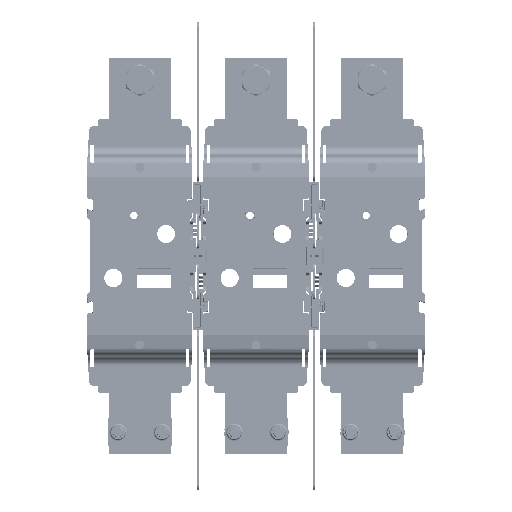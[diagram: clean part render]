
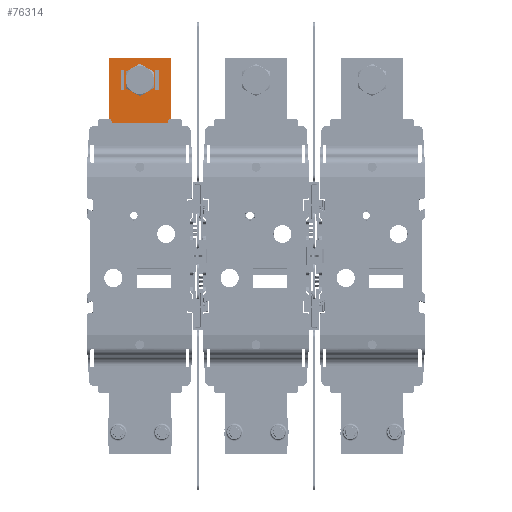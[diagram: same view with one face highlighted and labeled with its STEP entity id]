
A CAD part, front view. The second image highlights one B-rep face of the part: STEP entity #76314.
In plain terms, the highlighted planar face has unit normal (0, -1, 0).
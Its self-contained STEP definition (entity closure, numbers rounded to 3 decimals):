
#69268=DIRECTION('',(0.,0.,-1.));
#69269=VECTOR('',#69268,35.);
#69270=CARTESIAN_POINT('',(2.,-2.5,17.5));
#69271=LINE('',#69270,#69269);
#69867=DIRECTION('',(1.,0.,0.));
#69868=VECTOR('',#69867,67.5);
#69869=CARTESIAN_POINT('',(2.,-2.5,17.5));
#69870=LINE('',#69869,#69868);
#69874=DIRECTION('',(0.,0.,-1.));
#69875=VECTOR('',#69874,35.);
#69876=CARTESIAN_POINT('',(69.5,-2.5,17.5));
#69877=LINE('',#69876,#69875);
#69881=DIRECTION('',(-1.,0.,0.));
#69882=VECTOR('',#69881,67.5);
#69883=CARTESIAN_POINT('',(69.5,-2.5,-17.5));
#69884=LINE('',#69883,#69882);
#69888=CARTESIAN_POINT('',(57.,-2.5,0.));
#69889=DIRECTION('',(0.,-1.,0.));
#69890=DIRECTION('',(1.,0.,0.));
#69891=AXIS2_PLACEMENT_3D('',#69888,#69889,#69890);
#69896=CARTESIAN_POINT('',(57.,-2.5,0.));
#69897=DIRECTION('',(0.,-1.,0.));
#69898=DIRECTION('',(-1.,0.,0.));
#69899=AXIS2_PLACEMENT_3D('',#69896,#69897,#69898);
#69904=DIRECTION('',(0.,0.,1.));
#69905=VECTOR('',#69904,2.);
#69906=CARTESIAN_POINT('',(62.75,-2.5,-10.75));
#69907=LINE('',#69906,#69905);
#69911=DIRECTION('',(-1.,0.,0.));
#69912=VECTOR('',#69911,11.5);
#69913=CARTESIAN_POINT('',(62.75,-2.5,-8.75));
#69914=LINE('',#69913,#69912);
#69918=DIRECTION('',(0.,0.,-1.));
#69919=VECTOR('',#69918,2.);
#69920=CARTESIAN_POINT('',(51.25,-2.5,-8.75));
#69921=LINE('',#69920,#69919);
#69925=DIRECTION('',(1.,0.,0.));
#69926=VECTOR('',#69925,11.5);
#69927=CARTESIAN_POINT('',(51.25,-2.5,-10.75));
#69928=LINE('',#69927,#69926);
#69932=DIRECTION('',(-1.,0.,0.));
#69933=VECTOR('',#69932,11.5);
#69934=CARTESIAN_POINT('',(62.75,-2.5,10.75));
#69935=LINE('',#69934,#69933);
#69939=DIRECTION('',(0.,0.,-1.));
#69940=VECTOR('',#69939,2.);
#69941=CARTESIAN_POINT('',(51.25,-2.5,10.75));
#69942=LINE('',#69941,#69940);
#69946=DIRECTION('',(1.,0.,0.));
#69947=VECTOR('',#69946,11.5);
#69948=CARTESIAN_POINT('',(51.25,-2.5,8.75));
#69949=LINE('',#69948,#69947);
#69953=DIRECTION('',(0.,0.,1.));
#69954=VECTOR('',#69953,2.);
#69955=CARTESIAN_POINT('',(62.75,-2.5,8.75));
#69956=LINE('',#69955,#69954);
#69960=CARTESIAN_POINT('',(24.,-2.5,0.));
#69961=DIRECTION('',(0.,-1.,0.));
#69962=DIRECTION('',(1.,0.,0.));
#69963=AXIS2_PLACEMENT_3D('',#69960,#69961,#69962);
#69968=CARTESIAN_POINT('',(24.,-2.5,0.));
#69969=DIRECTION('',(0.,-1.,0.));
#69970=DIRECTION('',(1.,0.,0.006));
#69971=AXIS2_PLACEMENT_3D('',#69968,#69969,#69970);
#69976=CARTESIAN_POINT('',(24.,-2.5,0.));
#69977=DIRECTION('',(0.,-1.,0.));
#69978=DIRECTION('',(-1.,0.,0.));
#69979=AXIS2_PLACEMENT_3D('',#69976,#69977,#69978);
#69984=CARTESIAN_POINT('',(24.,-2.5,0.));
#69985=DIRECTION('',(0.,-1.,0.));
#69986=DIRECTION('',(-1.,0.,-0.006));
#69987=AXIS2_PLACEMENT_3D('',#69984,#69985,#69986);
#69992=CARTESIAN_POINT('',(7.5,-2.5,0.));
#69993=DIRECTION('',(0.,-1.,0.));
#69994=DIRECTION('',(1.,0.,0.));
#69995=AXIS2_PLACEMENT_3D('',#69992,#69993,#69994);
#70000=CARTESIAN_POINT('',(7.5,-2.5,0.));
#70001=DIRECTION('',(0.,-1.,0.));
#70002=DIRECTION('',(1.,0.,0.006));
#70003=AXIS2_PLACEMENT_3D('',#70000,#70001,#70002);
#70008=CARTESIAN_POINT('',(7.5,-2.5,0.));
#70009=DIRECTION('',(0.,-1.,0.));
#70010=DIRECTION('',(-1.,0.,0.));
#70011=AXIS2_PLACEMENT_3D('',#70008,#70009,#70010);
#70016=CARTESIAN_POINT('',(7.5,-2.5,0.));
#70017=DIRECTION('',(0.,-1.,0.));
#70018=DIRECTION('',(-1.,0.,-0.006));
#70019=AXIS2_PLACEMENT_3D('',#70016,#70017,#70018);
#72111=CARTESIAN_POINT('',(69.5,-2.5,17.5));
#72112=VERTEX_POINT('',#72111);
#72113=CARTESIAN_POINT('',(2.,-2.5,17.5));
#72114=VERTEX_POINT('',#72113);
#72144=CARTESIAN_POINT('',(2.,-2.5,-17.5));
#72145=VERTEX_POINT('',#72144);
#72221=CARTESIAN_POINT('',(69.5,-2.5,-17.5));
#72222=VERTEX_POINT('',#72221);
#72231=CARTESIAN_POINT('',(62.5,-2.5,0.));
#72232=CARTESIAN_POINT('',(51.5,-2.5,0.));
#72233=VERTEX_POINT('',#72231);
#72234=VERTEX_POINT('',#72232);
#72235=CARTESIAN_POINT('',(62.75,-2.5,-10.75));
#72236=CARTESIAN_POINT('',(62.75,-2.5,-8.75));
#72237=VERTEX_POINT('',#72235);
#72238=VERTEX_POINT('',#72236);
#72239=CARTESIAN_POINT('',(51.25,-2.5,-8.75));
#72240=VERTEX_POINT('',#72239);
#72241=CARTESIAN_POINT('',(51.25,-2.5,-10.75));
#72242=VERTEX_POINT('',#72241);
#72243=CARTESIAN_POINT('',(62.75,-2.5,10.75));
#72244=CARTESIAN_POINT('',(51.25,-2.5,10.75));
#72245=VERTEX_POINT('',#72243);
#72246=VERTEX_POINT('',#72244);
#72247=CARTESIAN_POINT('',(51.25,-2.5,8.75));
#72248=VERTEX_POINT('',#72247);
#72249=CARTESIAN_POINT('',(62.75,-2.5,8.75));
#72250=VERTEX_POINT('',#72249);
#72251=CARTESIAN_POINT('',(26.6,-2.5,
0.));
#72252=CARTESIAN_POINT('',(26.6,-2.5,
0.015));
#72253=VERTEX_POINT('',#72251);
#72254=VERTEX_POINT('',#72252);
#72255=CARTESIAN_POINT('',(21.4,-2.5,0.));
#72256=VERTEX_POINT('',#72255);
#72257=CARTESIAN_POINT('',(21.4,-2.5,-0.015));
#72258=VERTEX_POINT('',#72257);
#72259=CARTESIAN_POINT('',(10.1,-2.5,
0.));
#72260=CARTESIAN_POINT('',(10.1,-2.5,
0.015));
#72261=VERTEX_POINT('',#72259);
#72262=VERTEX_POINT('',#72260);
#72263=CARTESIAN_POINT('',(4.9,-2.5,0.));
#72264=VERTEX_POINT('',#72263);
#72265=CARTESIAN_POINT('',(4.9,-2.5,-0.015));
#72266=VERTEX_POINT('',#72265);
#76256=CARTESIAN_POINT('',(2.,-2.5,-17.5));
#76257=DIRECTION('',(0.,-1.,0.));
#76258=DIRECTION('',(1.,0.,0.));
#76259=AXIS2_PLACEMENT_3D('',#76256,#76257,#76258);
#76260=PLANE('',#76259);
#76261=ORIENTED_EDGE('',*,*,#72489,.T.);
#76263=ORIENTED_EDGE('',*,*,#76262,.T.);
#76264=ORIENTED_EDGE('',*,*,#76234,.T.);
#76265=ORIENTED_EDGE('',*,*,#74367,.F.);
#76266=EDGE_LOOP('',(#76261,#76263,#76264,#76265));
#76267=FACE_OUTER_BOUND('',#76266,.F.);
#76269=ORIENTED_EDGE('',*,*,#76268,.T.);
#76271=ORIENTED_EDGE('',*,*,#76270,.T.);
#76272=EDGE_LOOP('',(#76269,#76271));
#76273=FACE_BOUND('',#76272,.F.);
#76275=ORIENTED_EDGE('',*,*,#76274,.T.);
#76277=ORIENTED_EDGE('',*,*,#76276,.T.);
#76279=ORIENTED_EDGE('',*,*,#76278,.T.);
#76281=ORIENTED_EDGE('',*,*,#76280,.T.);
#76282=EDGE_LOOP('',(#76275,#76277,#76279,#76281));
#76283=FACE_BOUND('',#76282,.F.);
#76285=ORIENTED_EDGE('',*,*,#76284,.T.);
#76287=ORIENTED_EDGE('',*,*,#76286,.T.);
#76289=ORIENTED_EDGE('',*,*,#76288,.T.);
#76291=ORIENTED_EDGE('',*,*,#76290,.T.);
#76292=EDGE_LOOP('',(#76285,#76287,#76289,#76291));
#76293=FACE_BOUND('',#76292,.F.);
#76295=ORIENTED_EDGE('',*,*,#76294,.T.);
#76297=ORIENTED_EDGE('',*,*,#76296,.T.);
#76299=ORIENTED_EDGE('',*,*,#76298,.T.);
#76301=ORIENTED_EDGE('',*,*,#76300,.T.);
#76302=EDGE_LOOP('',(#76295,#76297,#76299,#76301));
#76303=FACE_BOUND('',#76302,.F.);
#76305=ORIENTED_EDGE('',*,*,#76304,.T.);
#76307=ORIENTED_EDGE('',*,*,#76306,.T.);
#76309=ORIENTED_EDGE('',*,*,#76308,.T.);
#76311=ORIENTED_EDGE('',*,*,#76310,.T.);
#76312=EDGE_LOOP('',(#76305,#76307,#76309,#76311));
#76313=FACE_BOUND('',#76312,.F.);
#69892=CIRCLE('',#69891,5.5);
#69900=CIRCLE('',#69899,5.5);
#69964=CIRCLE('',#69963,2.6);
#69972=CIRCLE('',#69971,2.6);
#69980=CIRCLE('',#69979,2.6);
#69988=CIRCLE('',#69987,2.6);
#69996=CIRCLE('',#69995,2.6);
#70004=CIRCLE('',#70003,2.6);
#70012=CIRCLE('',#70011,2.6);
#70020=CIRCLE('',#70019,2.6);
#72489=EDGE_CURVE('',#72114,#72112,#69870,.T.);
#74367=EDGE_CURVE('',#72114,#72145,#69271,.T.);
#76234=EDGE_CURVE('',#72222,#72145,#69884,.T.);
#76262=EDGE_CURVE('',#72112,#72222,#69877,.T.);
#76268=EDGE_CURVE('',#72233,#72234,#69892,.T.);
#76270=EDGE_CURVE('',#72234,#72233,#69900,.T.);
#76274=EDGE_CURVE('',#72237,#72238,#69907,.T.);
#76276=EDGE_CURVE('',#72238,#72240,#69914,.T.);
#76278=EDGE_CURVE('',#72240,#72242,#69921,.T.);
#76280=EDGE_CURVE('',#72242,#72237,#69928,.T.);
#76284=EDGE_CURVE('',#72245,#72246,#69935,.T.);
#76286=EDGE_CURVE('',#72246,#72248,#69942,.T.);
#76288=EDGE_CURVE('',#72248,#72250,#69949,.T.);
#76290=EDGE_CURVE('',#72250,#72245,#69956,.T.);
#76294=EDGE_CURVE('',#72253,#72254,#69964,.T.);
#76296=EDGE_CURVE('',#72254,#72256,#69972,.T.);
#76298=EDGE_CURVE('',#72256,#72258,#69980,.T.);
#76300=EDGE_CURVE('',#72258,#72253,#69988,.T.);
#76304=EDGE_CURVE('',#72261,#72262,#69996,.T.);
#76306=EDGE_CURVE('',#72262,#72264,#70004,.T.);
#76308=EDGE_CURVE('',#72264,#72266,#70012,.T.);
#76310=EDGE_CURVE('',#72266,#72261,#70020,.T.);
#76314=ADVANCED_FACE('',(#76267,#76273,#76283,#76293,#76303,#76313),#76260,.T.);
